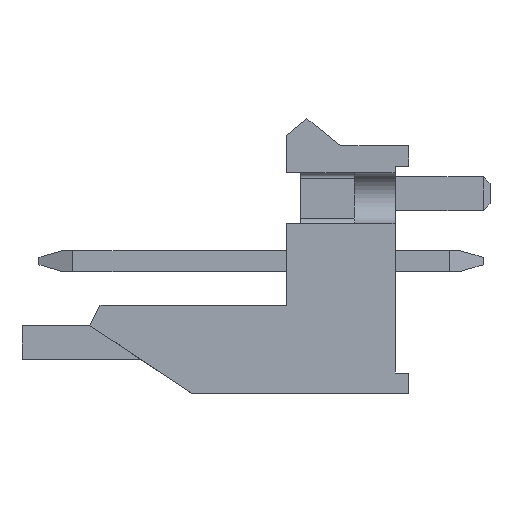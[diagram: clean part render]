
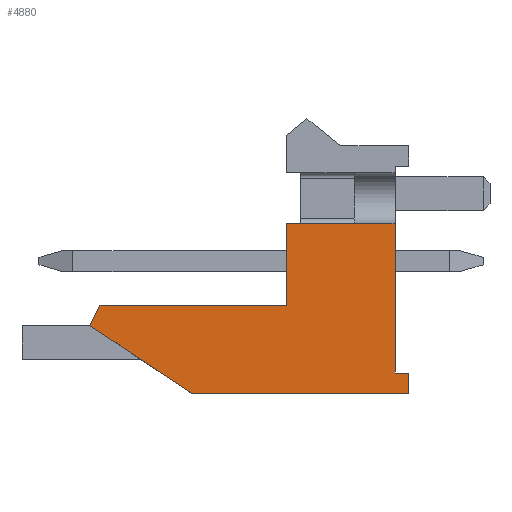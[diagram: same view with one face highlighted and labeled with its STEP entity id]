
A CAD part, left-side view. The second image highlights one B-rep face of the part: STEP entity #4880.
In plain terms, the highlighted planar face has unit normal (-1, 0, 0).
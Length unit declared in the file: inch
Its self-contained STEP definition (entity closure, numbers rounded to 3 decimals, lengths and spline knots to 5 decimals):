
#37=DIRECTION('',(0.,1.,0.));
#38=VECTOR('',#37,0.06);
#39=CARTESIAN_POINT('',(-0.468,0.02,0.25));
#40=LINE('',#39,#38);
#41=DIRECTION('',(0.,0.,-1.));
#42=VECTOR('',#41,0.22);
#43=CARTESIAN_POINT('',(-0.468,0.02,0.25));
#44=LINE('',#43,#42);
#45=DIRECTION('',(0.,-1.,0.));
#46=VECTOR('',#45,0.02);
#47=CARTESIAN_POINT('',(-0.468,0.02,0.03));
#48=LINE('',#47,#46);
#49=DIRECTION('',(0.,0.,-1.));
#50=VECTOR('',#49,0.03);
#51=CARTESIAN_POINT('',(-0.468,0.,0.03));
#52=LINE('',#51,#50);
#53=DIRECTION('',(0.,1.,0.));
#54=VECTOR('',#53,0.32);
#55=CARTESIAN_POINT('',(-0.468,0.,0.));
#56=LINE('',#55,#54);
#57=DIRECTION('',(0.,0.832,0.555));
#58=VECTOR('',#57,0.18028);
#59=CARTESIAN_POINT('',(-0.468,0.32,0.));
#60=LINE('',#59,#58);
#61=DIRECTION('',(0.,-0.447,0.894));
#62=VECTOR('',#61,0.03354);
#63=CARTESIAN_POINT('',(-0.468,0.47,0.1));
#64=LINE('',#63,#62);
#65=DIRECTION('',(0.,-1.,0.));
#66=VECTOR('',#65,0.275);
#67=CARTESIAN_POINT('',(-0.468,0.455,0.13));
#68=LINE('',#67,#66);
#69=DIRECTION('',(0.,0.,1.));
#70=VECTOR('',#69,0.12);
#71=CARTESIAN_POINT('',(-0.468,0.18,0.13));
#72=LINE('',#71,#70);
#73=DIRECTION('',(0.,-1.,0.));
#74=VECTOR('',#73,0.1);
#75=CARTESIAN_POINT('',(-0.468,0.18,0.25));
#76=LINE('',#75,#74);
#3667=CARTESIAN_POINT('',(-0.468,0.,0.));
#3668=CARTESIAN_POINT('',(-0.468,0.32,0.));
#3669=VERTEX_POINT('',#3667);
#3670=VERTEX_POINT('',#3668);
#3671=CARTESIAN_POINT('',(-0.468,0.455,0.13));
#3672=CARTESIAN_POINT('',(-0.468,0.18,0.13));
#3673=VERTEX_POINT('',#3671);
#3674=VERTEX_POINT('',#3672);
#3675=CARTESIAN_POINT('',(-0.468,0.18,0.25));
#3676=VERTEX_POINT('',#3675);
#3691=CARTESIAN_POINT('',(-0.468,0.02,0.03));
#3692=CARTESIAN_POINT('',(-0.468,0.,0.03));
#3693=VERTEX_POINT('',#3691);
#3694=VERTEX_POINT('',#3692);
#3727=CARTESIAN_POINT('',(-0.468,0.47,0.1));
#3728=VERTEX_POINT('',#3727);
#3847=CARTESIAN_POINT('',(-0.468,0.02,0.25));
#3848=CARTESIAN_POINT('',(-0.468,0.08,0.25));
#3849=VERTEX_POINT('',#3847);
#3850=VERTEX_POINT('',#3848);
#4853=CARTESIAN_POINT('',(-0.468,0.,0.));
#4854=DIRECTION('',(1.,0.,0.));
#4855=DIRECTION('',(0.,0.,-1.));
#4856=AXIS2_PLACEMENT_3D('',#4853,#4854,#4855);
#4857=PLANE('',#4856);
#4859=ORIENTED_EDGE('',*,*,#4858,.F.);
#4861=ORIENTED_EDGE('',*,*,#4860,.T.);
#4863=ORIENTED_EDGE('',*,*,#4862,.T.);
#4865=ORIENTED_EDGE('',*,*,#4864,.T.);
#4867=ORIENTED_EDGE('',*,*,#4866,.T.);
#4869=ORIENTED_EDGE('',*,*,#4868,.T.);
#4871=ORIENTED_EDGE('',*,*,#4870,.T.);
#4873=ORIENTED_EDGE('',*,*,#4872,.T.);
#4875=ORIENTED_EDGE('',*,*,#4874,.T.);
#4877=ORIENTED_EDGE('',*,*,#4876,.T.);
#4878=EDGE_LOOP('',(#4859,#4861,#4863,#4865,#4867,#4869,#4871,#4873,#4875,
#4877));
#4879=FACE_OUTER_BOUND('',#4878,.F.);
#4880=ADVANCED_FACE('',(#4879),#4857,.F.);
#4858=EDGE_CURVE('',#3849,#3850,#40,.T.);
#4860=EDGE_CURVE('',#3849,#3693,#44,.T.);
#4862=EDGE_CURVE('',#3693,#3694,#48,.T.);
#4864=EDGE_CURVE('',#3694,#3669,#52,.T.);
#4866=EDGE_CURVE('',#3669,#3670,#56,.T.);
#4868=EDGE_CURVE('',#3670,#3728,#60,.T.);
#4870=EDGE_CURVE('',#3728,#3673,#64,.T.);
#4872=EDGE_CURVE('',#3673,#3674,#68,.T.);
#4874=EDGE_CURVE('',#3674,#3676,#72,.T.);
#4876=EDGE_CURVE('',#3676,#3850,#76,.T.);
